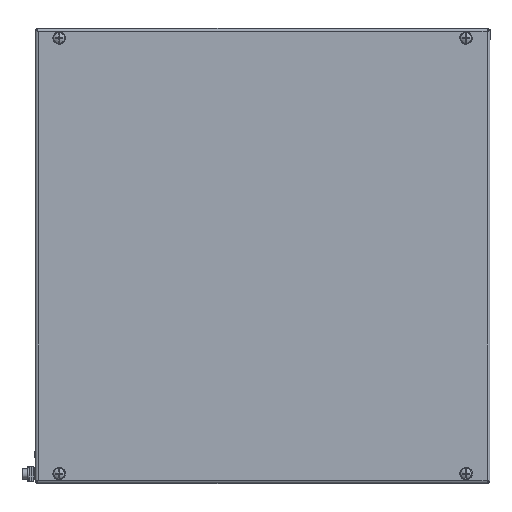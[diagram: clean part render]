
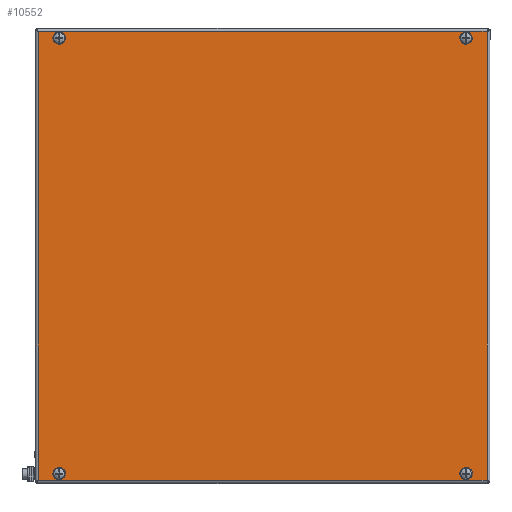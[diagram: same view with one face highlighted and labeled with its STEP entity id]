
A CAD part, top view. The second image highlights one B-rep face of the part: STEP entity #10552.
In plain terms, the highlighted face is planar.
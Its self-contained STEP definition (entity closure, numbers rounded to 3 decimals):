
#151 = EDGE_CURVE ( 'NONE', #16389, #1479, #15306, .T. ) ;
#161 = DIRECTION ( 'NONE',  ( 1., 0., 0. ) ) ;
#427 = CARTESIAN_POINT ( 'NONE',  ( 174., -182., 0. ) ) ;
#847 = DIRECTION ( 'NONE',  ( 0., 1., 0. ) ) ;
#853 = VERTEX_POINT ( 'NONE', #17961 ) ;
#919 = CARTESIAN_POINT ( 'NONE',  ( -170., -182., 0. ) ) ;
#1479 = VERTEX_POINT ( 'NONE', #18223 ) ;
#1594 = DIRECTION ( 'NONE',  ( 0., 0., -1. ) ) ;
#1887 = AXIS2_PLACEMENT_3D ( 'NONE', #11182, #14268, #3020 ) ;
#2474 = DIRECTION ( 'NONE',  ( -1., 0., 0. ) ) ;
#2640 = CARTESIAN_POINT ( 'NONE',  ( -187.5, 187.5, 0. ) ) ;
#3020 = DIRECTION ( 'NONE',  ( -1., 0., 0. ) ) ;
#3541 = LINE ( 'NONE', #7776, #14701 ) ;
#3944 = LINE ( 'NONE', #11362, #11040 ) ;
#4068 = EDGE_LOOP ( 'NONE', ( #15834 ) ) ;
#4182 = DIRECTION ( 'NONE',  ( 1., 0., 0. ) ) ;
#4675 = EDGE_CURVE ( 'NONE', #853, #853, #12307, .T. ) ;
#4938 = CARTESIAN_POINT ( 'NONE',  ( -166., 182., 0. ) ) ;
#6501 = ORIENTED_EDGE ( 'NONE', *, *, #11232, .T. ) ;
#6615 = CARTESIAN_POINT ( 'NONE',  ( -170., 182., 0. ) ) ;
#6754 = EDGE_LOOP ( 'NONE', ( #15365 ) ) ;
#7081 = VERTEX_POINT ( 'NONE', #13766 ) ;
#7243 = ORIENTED_EDGE ( 'NONE', *, *, #8920, .T. ) ;
#7776 = CARTESIAN_POINT ( 'NONE',  ( -188.743, 187.5, 0. ) ) ;
#7801 = AXIS2_PLACEMENT_3D ( 'NONE', #10664, #1594, #12172 ) ;
#7910 = EDGE_LOOP ( 'NONE', ( #15805 ) ) ;
#8113 = DIRECTION ( 'NONE',  ( 1., 0., 0. ) ) ;
#8920 = EDGE_CURVE ( 'NONE', #7081, #16389, #16598, .T. ) ;
#10184 = CARTESIAN_POINT ( 'NONE',  ( -190., 190., 0. ) ) ;
#10235 = DIRECTION ( 'NONE',  ( 0., -1., 0. ) ) ;
#10552 = ADVANCED_FACE ( 'NONE', ( #14049, #13354, #13563, #13390, #13371 ), #18947, .F. ) ;
#10650 = AXIS2_PLACEMENT_3D ( 'NONE', #919, #11494, #2474 ) ;
#10664 = CARTESIAN_POINT ( 'NONE',  ( 170., -182., 0. ) ) ;
#10787 = VERTEX_POINT ( 'NONE', #15332 ) ;
#10905 = AXIS2_PLACEMENT_3D ( 'NONE', #6615, #16901, #8113 ) ;
#11040 = VECTOR ( 'NONE', #847, 1000. ) ;
#11182 = CARTESIAN_POINT ( 'NONE',  ( 170., 182., 0. ) ) ;
#11232 = EDGE_CURVE ( 'NONE', #1479, #11722, #3944, .T. ) ;
#11362 = CARTESIAN_POINT ( 'NONE',  ( -187.5, -188.743, 0. ) ) ;
#11491 = EDGE_CURVE ( 'NONE', #11722, #7081, #3541, .T. ) ;
#11494 = DIRECTION ( 'NONE',  ( 0., 0., -1. ) ) ;
#11722 = VERTEX_POINT ( 'NONE', #2640 ) ;
#12012 = CARTESIAN_POINT ( 'NONE',  ( 188.743, -187.5, 0. ) ) ;
#12172 = DIRECTION ( 'NONE',  ( 1., 0., 0. ) ) ;
#12307 = CIRCLE ( 'NONE', #1887, 4. ) ;
#12696 = EDGE_CURVE ( 'NONE', #14711, #14711, #12701, .T. ) ;
#12701 = CIRCLE ( 'NONE', #10905, 4. ) ;
#12790 = VECTOR ( 'NONE', #16242, 1000. ) ;
#12863 = VERTEX_POINT ( 'NONE', #427 ) ;
#12929 = EDGE_CURVE ( 'NONE', #10787, #10787, #18580, .T. ) ;
#13140 = DIRECTION ( 'NONE',  ( 0., 0., 1. ) ) ;
#13354 = FACE_BOUND ( 'NONE', #17984, .T. ) ;
#13371 = FACE_OUTER_BOUND ( 'NONE', #13616, .T. ) ;
#13390 = FACE_BOUND ( 'NONE', #4068, .T. ) ;
#13563 = FACE_BOUND ( 'NONE', #7910, .T. ) ;
#13616 = EDGE_LOOP ( 'NONE', ( #15380, #6501, #18075, #7243 ) ) ;
#13766 = CARTESIAN_POINT ( 'NONE',  ( 187.5, 187.5, 0. ) ) ;
#14049 = FACE_BOUND ( 'NONE', #6754, .T. ) ;
#14268 = DIRECTION ( 'NONE',  ( 0., 0., -1. ) ) ;
#14510 = CARTESIAN_POINT ( 'NONE',  ( 187.5, -187.5, 0. ) ) ;
#14635 = AXIS2_PLACEMENT_3D ( 'NONE', #10184, #13140, #4182 ) ;
#14701 = VECTOR ( 'NONE', #161, 1000. ) ;
#14711 = VERTEX_POINT ( 'NONE', #4938 ) ;
#15306 = LINE ( 'NONE', #12012, #12790 ) ;
#15332 = CARTESIAN_POINT ( 'NONE',  ( -174., -182., 0. ) ) ;
#15365 = ORIENTED_EDGE ( 'NONE', *, *, #15919, .F. ) ;
#15380 = ORIENTED_EDGE ( 'NONE', *, *, #151, .T. ) ;
#15805 = ORIENTED_EDGE ( 'NONE', *, *, #12696, .F. ) ;
#15834 = ORIENTED_EDGE ( 'NONE', *, *, #4675, .F. ) ;
#15919 = EDGE_CURVE ( 'NONE', #12863, #12863, #16023, .T. ) ;
#16023 = CIRCLE ( 'NONE', #7801, 4. ) ;
#16242 = DIRECTION ( 'NONE',  ( -1., 0., 0. ) ) ;
#16389 = VERTEX_POINT ( 'NONE', #14510 ) ;
#16598 = LINE ( 'NONE', #19018, #16633 ) ;
#16633 = VECTOR ( 'NONE', #10235, 1000. ) ;
#16901 = DIRECTION ( 'NONE',  ( 0., 0., -1. ) ) ;
#17485 = ORIENTED_EDGE ( 'NONE', *, *, #12929, .F. ) ;
#17961 = CARTESIAN_POINT ( 'NONE',  ( 166., 182., 0. ) ) ;
#17984 = EDGE_LOOP ( 'NONE', ( #17485 ) ) ;
#18075 = ORIENTED_EDGE ( 'NONE', *, *, #11491, .T. ) ;
#18223 = CARTESIAN_POINT ( 'NONE',  ( -187.5, -187.5, 0. ) ) ;
#18580 = CIRCLE ( 'NONE', #10650, 4. ) ;
#18947 = PLANE ( 'NONE',  #14635 ) ;
#19018 = CARTESIAN_POINT ( 'NONE',  ( 187.5, 188.743, 0. ) ) ;
